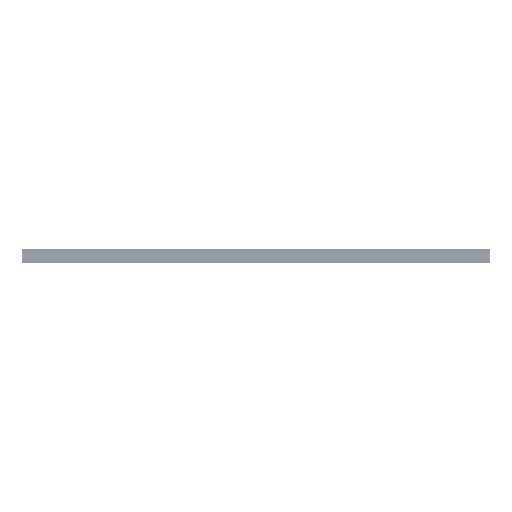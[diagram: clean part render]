
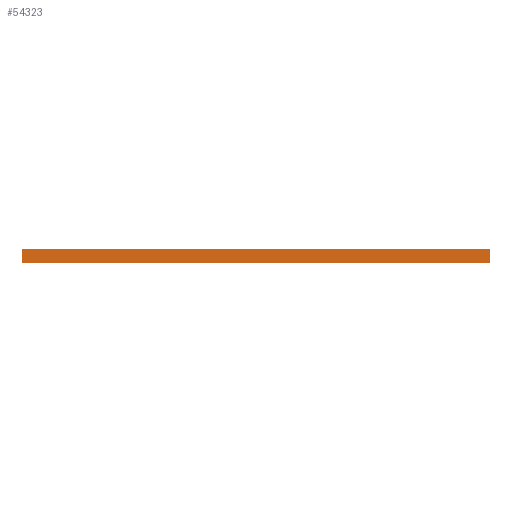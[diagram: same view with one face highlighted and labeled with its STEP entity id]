
A CAD part, left-side view. The second image highlights one B-rep face of the part: STEP entity #54323.
In plain terms, the highlighted free-form (B-spline) face has degree [1, 1] with [2, 2] control points.
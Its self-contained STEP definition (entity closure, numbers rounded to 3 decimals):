
#54323 = ADVANCED_FACE('',(#54324),#54354,.T.);
#54324 = FACE_BOUND('',#54325,.T.);
#54325 = EDGE_LOOP('',(#54326,#54335,#54342,#54349));
#54326 = ORIENTED_EDGE('',*,*,#54327,.F.);
#54327 = EDGE_CURVE('',#54328,#54330,#54332,.T.);
#54328 = VERTEX_POINT('',#54329);
#54329 = CARTESIAN_POINT('',(-47.952,34.252,0.));
#54330 = VERTEX_POINT('',#54331);
#54331 = CARTESIAN_POINT('',(-47.952,-34.252,0.));
#54332 = B_SPLINE_CURVE_WITH_KNOTS('',1,(#54333,#54334),.UNSPECIFIED.,
  .F.,.F.,(2,2),(0.,50.),.PIECEWISE_BEZIER_KNOTS.);
#54333 = CARTESIAN_POINT('',(-47.952,34.252,0.));
#54334 = CARTESIAN_POINT('',(-47.952,-34.252,0.));
#54335 = ORIENTED_EDGE('',*,*,#54336,.F.);
#54336 = EDGE_CURVE('',#54337,#54328,#54339,.T.);
#54337 = VERTEX_POINT('',#54338);
#54338 = CARTESIAN_POINT('',(-47.952,34.252,
    -2.192));
#54339 = B_SPLINE_CURVE_WITH_KNOTS('',1,(#54340,#54341),.UNSPECIFIED.,
  .F.,.F.,(2,2),(0.,1.6),.PIECEWISE_BEZIER_KNOTS.);
#54340 = CARTESIAN_POINT('',(-47.952,34.252,
    -2.192));
#54341 = CARTESIAN_POINT('',(-47.952,34.252,0.));
#54342 = ORIENTED_EDGE('',*,*,#54343,.T.);
#54343 = EDGE_CURVE('',#54337,#54344,#54346,.T.);
#54344 = VERTEX_POINT('',#54345);
#54345 = CARTESIAN_POINT('',(-47.952,-34.252,
    -2.192));
#54346 = B_SPLINE_CURVE_WITH_KNOTS('',1,(#54347,#54348),.UNSPECIFIED.,
  .F.,.F.,(2,2),(0.,50.),.PIECEWISE_BEZIER_KNOTS.);
#54347 = CARTESIAN_POINT('',(-47.952,34.252,
    -2.192));
#54348 = CARTESIAN_POINT('',(-47.952,-34.252,
    -2.192));
#54349 = ORIENTED_EDGE('',*,*,#54350,.T.);
#54350 = EDGE_CURVE('',#54344,#54330,#54351,.T.);
#54351 = B_SPLINE_CURVE_WITH_KNOTS('',1,(#54352,#54353),.UNSPECIFIED.,
  .F.,.F.,(2,2),(0.,1.6),.PIECEWISE_BEZIER_KNOTS.);
#54352 = CARTESIAN_POINT('',(-47.952,-34.252,
    -2.192));
#54353 = CARTESIAN_POINT('',(-47.952,-34.252,0.));
#54354 = B_SPLINE_SURFACE_WITH_KNOTS('',1,1,(
    (#54355,#54356)
    ,(#54357,#54358
    )),.UNSPECIFIED.,.F.,.F.,.F.,(2,2),(2,2),(0.,1.6),(-50.,0.),
  .PIECEWISE_BEZIER_KNOTS.);
#54355 = CARTESIAN_POINT('',(-47.952,-34.252,
    -2.192));
#54356 = CARTESIAN_POINT('',(-47.952,34.252,
    -2.192));
#54357 = CARTESIAN_POINT('',(-47.952,-34.252,0.));
#54358 = CARTESIAN_POINT('',(-47.952,34.252,0.));
